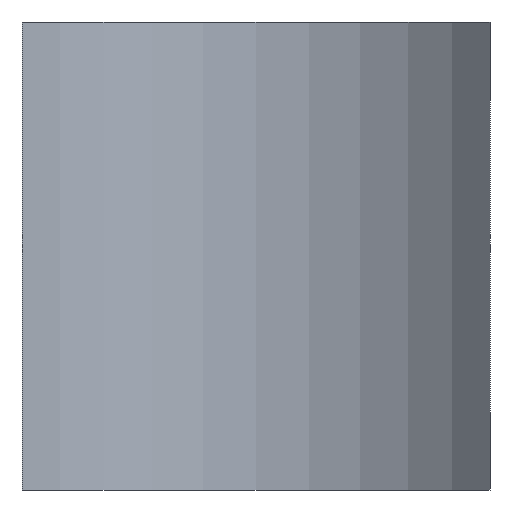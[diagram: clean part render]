
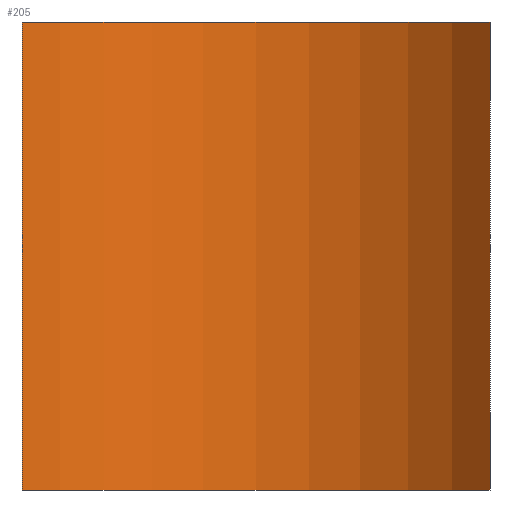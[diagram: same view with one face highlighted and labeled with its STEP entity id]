
A CAD part, front view. The second image highlights one B-rep face of the part: STEP entity #205.
In plain terms, the highlighted cylindrical face has radius 12.7 mm (diameter 25.4 mm), a partial arc.
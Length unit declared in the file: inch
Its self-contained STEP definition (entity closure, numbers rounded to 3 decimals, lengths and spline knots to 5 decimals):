
#30 = EDGE_CURVE ( 'NONE', #494, #64, #73, .T. ) ;
#39 = CARTESIAN_POINT ( 'NONE',  ( 0., 0.33072, 0. ) ) ;
#54 = DIRECTION ( 'NONE',  ( -1., 0., 0. ) ) ;
#64 = VERTEX_POINT ( 'NONE', #285 ) ;
#71 = VECTOR ( 'NONE', #512, 39.37008 ) ;
#73 = LINE ( 'NONE', #121, #71 ) ;
#84 = DIRECTION ( 'NONE',  ( 0., 0., -1. ) ) ;
#92 = CARTESIAN_POINT ( 'NONE',  ( 0.375, 0., 0.75 ) ) ;
#100 = CIRCLE ( 'NONE', #458, 0.5 ) ;
#101 = VERTEX_POINT ( 'NONE', #39 ) ;
#121 = CARTESIAN_POINT ( 'NONE',  ( 0.75, 0.33072, 0.75 ) ) ;
#123 = CARTESIAN_POINT ( 'NONE',  ( 0., 0.33072, 0.75 ) ) ;
#125 = EDGE_CURVE ( 'NONE', #262, #101, #442, .T. ) ;
#131 = AXIS2_PLACEMENT_3D ( 'NONE', #457, #258, #54 ) ;
#161 = CIRCLE ( 'NONE', #450, 0.5 ) ;
#198 = CARTESIAN_POINT ( 'NONE',  ( 0.75, 0.33072, 0.75 ) ) ;
#205 = ADVANCED_FACE ( 'NONE', ( #491 ), #345, .F. ) ;
#229 = DIRECTION ( 'NONE',  ( 1., 0., 0. ) ) ;
#232 = ORIENTED_EDGE ( 'NONE', *, *, #125, .T. ) ;
#246 = EDGE_CURVE ( 'NONE', #494, #262, #161, .T. ) ;
#256 = DIRECTION ( 'NONE',  ( 0., 0., 1. ) ) ;
#258 = DIRECTION ( 'NONE',  ( 0., 0., -1. ) ) ;
#261 = ORIENTED_EDGE ( 'NONE', *, *, #30, .F. ) ;
#262 = VERTEX_POINT ( 'NONE', #420 ) ;
#273 = ORIENTED_EDGE ( 'NONE', *, *, #444, .F. ) ;
#279 = DIRECTION ( 'NONE',  ( 0., 0., 1. ) ) ;
#285 = CARTESIAN_POINT ( 'NONE',  ( 0.75, 0.33072, 0. ) ) ;
#345 = CYLINDRICAL_SURFACE ( 'NONE', #131, 0.5 ) ;
#348 = EDGE_LOOP ( 'NONE', ( #273, #261, #427, #232 ) ) ;
#405 = VECTOR ( 'NONE', #84, 39.37008 ) ;
#420 = CARTESIAN_POINT ( 'NONE',  ( 0., 0.33072, 0.75 ) ) ;
#427 = ORIENTED_EDGE ( 'NONE', *, *, #246, .T. ) ;
#434 = DIRECTION ( 'NONE',  ( 1., 0., 0. ) ) ;
#442 = LINE ( 'NONE', #123, #405 ) ;
#444 = EDGE_CURVE ( 'NONE', #64, #101, #100, .T. ) ;
#450 = AXIS2_PLACEMENT_3D ( 'NONE', #92, #256, #229 ) ;
#457 = CARTESIAN_POINT ( 'NONE',  ( 0.375, 0., 0.75 ) ) ;
#458 = AXIS2_PLACEMENT_3D ( 'NONE', #471, #279, #434 ) ;
#471 = CARTESIAN_POINT ( 'NONE',  ( 0.375, 0., 0. ) ) ;
#491 = FACE_OUTER_BOUND ( 'NONE', #348, .T. ) ;
#494 = VERTEX_POINT ( 'NONE', #198 ) ;
#512 = DIRECTION ( 'NONE',  ( 0., 0., -1. ) ) ;
